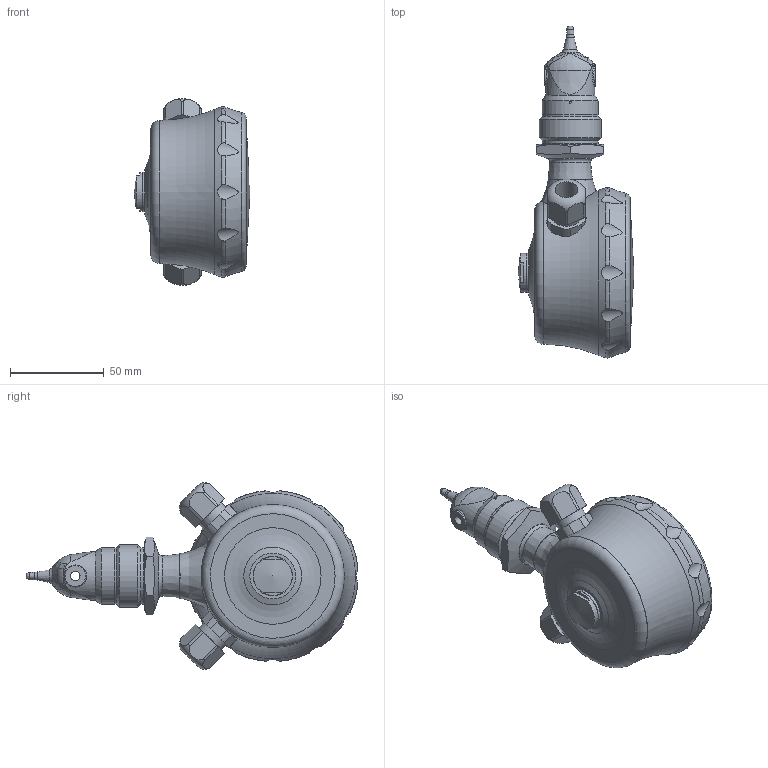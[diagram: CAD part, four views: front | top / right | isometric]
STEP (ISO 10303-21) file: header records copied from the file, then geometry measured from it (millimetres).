
FILE_DESCRIPTION(/* description */ ('Unknown'),/* implementation_level */ '2;1');
FILE_NAME(/* name */ 'AFI4-5810.####.#1##',/* time_stamp */ '2023-09-19T09:20:43+02:00',/* author */ ('Unknown'),/* organization */ ('Baumer'),/* preprocessor_version */ 'ST-DEVELOPER v16.7',/* originating_system */ 'Solid Edge',/* authorisation */ 'Unknown');
FILE_SCHEMA (('AUTOMOTIVE_DESIGN {1 0 10303 214 3 1 1}'));
Length unit declared in the file: millimetre
Products named in the file (1): Part8
Bounding box: 61.8 x 177.19 x 99.68 mm (x, y, z)
Volume: 115322.7 mm3; surface area: 75694.7 mm2
Topology: 1 solids, 8 shells, 576 faces, 1482 edges, 929 vertices
Faces by surface type: cylinder 184, plane 170, torus 80, cone 76, bspline 60, sphere 6
Full cylindrical faces by diameter (mm): 1.2 x1, 2 x4, 3 x1, 3.459 x4, 5 x1, 8.87 x1, 9.5 x1, 12 x3, 13 x1, 14 x1, 16 x10, 16.691 x2, 17.7 x1, 18.9 x1, 19.7 x1, 20.8 x1, 21 x1, 23.5 x1, 23.6 x2, 23.8 x1, 24 x1, 24.2 x1, 26.3 x1, 26.85 x1, 27.2 x1, 27.5 x1, 30 x3, 33.25 x1, 40 x1, 75 x1
Entity records: 23124 total; most frequent: CARTESIAN_POINT 6806, ORIENTED_EDGE 2528, DIRECTION 2364, EDGE_CURVE 1264, AXIS2_PLACEMENT_3D 1017, VERTEX_POINT 859, FACE_BOUND 771, EDGE_LOOP 759
